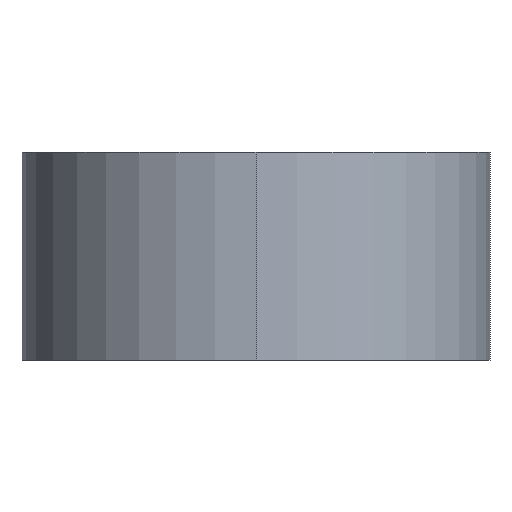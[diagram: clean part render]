
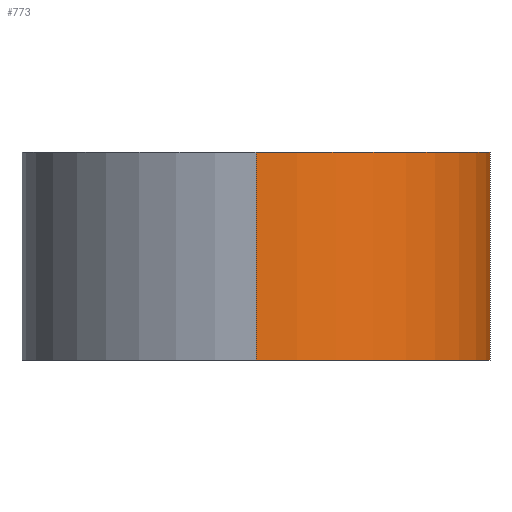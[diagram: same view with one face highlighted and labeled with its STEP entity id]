
A CAD part, left-side view. The second image highlights one B-rep face of the part: STEP entity #773.
In plain terms, the highlighted cylindrical face has radius 22.5 mm (diameter 45 mm), a partial arc.
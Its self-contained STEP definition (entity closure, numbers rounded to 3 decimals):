
#66 = VECTOR ( 'NONE', #1331, 1000. ) ;
#114 = DIRECTION ( 'NONE',  ( 0., 0., 1. ) ) ;
#142 = LINE ( 'NONE', #1465, #66 ) ;
#180 = CIRCLE ( 'NONE', #888, 22.5 ) ;
#209 = AXIS2_PLACEMENT_3D ( 'NONE', #1639, #216, #984 ) ;
#210 = DIRECTION ( 'NONE',  ( 0., 0., 1. ) ) ;
#216 = DIRECTION ( 'NONE',  ( 0., 0., -1. ) ) ;
#241 = EDGE_CURVE ( 'NONE', #748, #249, #669, .T. ) ;
#244 = EDGE_LOOP ( 'NONE', ( #547, #1167, #1446, #1130 ) ) ;
#249 = VERTEX_POINT ( 'NONE', #1572 ) ;
#264 = EDGE_CURVE ( 'NONE', #484, #583, #180, .T. ) ;
#323 = CARTESIAN_POINT ( 'NONE',  ( -22.5, 0., 20. ) ) ;
#484 = VERTEX_POINT ( 'NONE', #1342 ) ;
#503 = VECTOR ( 'NONE', #1665, 1000. ) ;
#547 = ORIENTED_EDGE ( 'NONE', *, *, #264, .F. ) ;
#583 = VERTEX_POINT ( 'NONE', #1091 ) ;
#648 = EDGE_CURVE ( 'NONE', #583, #249, #142, .T. ) ;
#669 = CIRCLE ( 'NONE', #1651, 22.5 ) ;
#722 = LINE ( 'NONE', #323, #503 ) ;
#726 = CARTESIAN_POINT ( 'NONE',  ( -22.5, 0., 0. ) ) ;
#730 = CARTESIAN_POINT ( 'NONE',  ( 0., 0., 0. ) ) ;
#748 = VERTEX_POINT ( 'NONE', #726 ) ;
#773 = ADVANCED_FACE ( 'NONE', ( #1265 ), #966, .T. ) ;
#888 = AXIS2_PLACEMENT_3D ( 'NONE', #1008, #114, #907 ) ;
#907 = DIRECTION ( 'NONE',  ( 1., 0., 0. ) ) ;
#966 = CYLINDRICAL_SURFACE ( 'NONE', #209, 22.5 ) ;
#984 = DIRECTION ( 'NONE',  ( -1., 0., 0. ) ) ;
#1008 = CARTESIAN_POINT ( 'NONE',  ( 0., 0., 20. ) ) ;
#1091 = CARTESIAN_POINT ( 'NONE',  ( 0., -22.5, 20. ) ) ;
#1130 = ORIENTED_EDGE ( 'NONE', *, *, #648, .F. ) ;
#1167 = ORIENTED_EDGE ( 'NONE', *, *, #1700, .T. ) ;
#1265 = FACE_OUTER_BOUND ( 'NONE', #244, .T. ) ;
#1331 = DIRECTION ( 'NONE',  ( 0., 0., -1. ) ) ;
#1342 = CARTESIAN_POINT ( 'NONE',  ( -22.5, 0., 20. ) ) ;
#1444 = DIRECTION ( 'NONE',  ( 1., 0., 0. ) ) ;
#1446 = ORIENTED_EDGE ( 'NONE', *, *, #241, .T. ) ;
#1465 = CARTESIAN_POINT ( 'NONE',  ( 0., -22.5, 20. ) ) ;
#1572 = CARTESIAN_POINT ( 'NONE',  ( 0., -22.5, 0. ) ) ;
#1639 = CARTESIAN_POINT ( 'NONE',  ( 0., 0., 20. ) ) ;
#1651 = AXIS2_PLACEMENT_3D ( 'NONE', #730, #210, #1444 ) ;
#1665 = DIRECTION ( 'NONE',  ( 0., 0., -1. ) ) ;
#1700 = EDGE_CURVE ( 'NONE', #484, #748, #722, .T. ) ;
